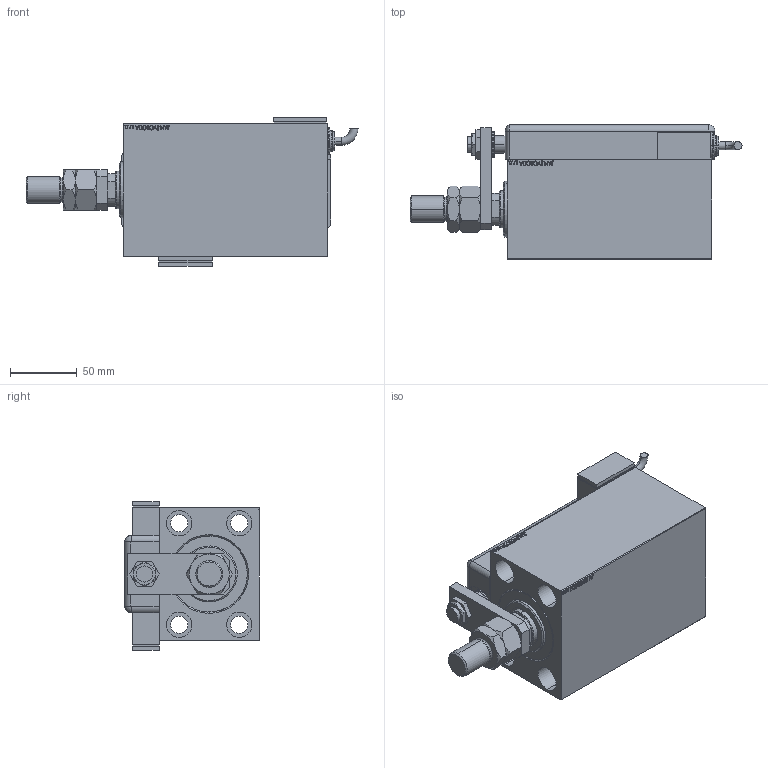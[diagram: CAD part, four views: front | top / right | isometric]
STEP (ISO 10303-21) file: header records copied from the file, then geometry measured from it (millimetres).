
FILE_DESCRIPTION (( 'STEP AP203' ), '1' );
FILE_NAME ('6fc7.STEP', '2025-02-25T12:16:05', ( '' ), ( '' ), 'SwSTEP 2.0', 'SolidWorks 2019', '' );
FILE_SCHEMA (( 'CONFIG_CONTROL_DESIGN' ));
Length unit declared in the file: millimetre
Products named in the file (14): 6fc7; V450CM_C_Body 25e6a9cfc761b611a84fc3e9cdc54d22; MAGNETIC SWITCH Q 25e6a9cfc761b611a84fc3e9cdc54d22; NUT_D19 25e6a9cfc761b611a84fc3e9cdc54d22; NUT_D13 25e6a9cfc761b611a84fc3e9cdc54d22; KRYT 25e6a9cfc761b611a84fc3e9cdc54d22; V450CM_VC_B 25e6a9cfc761b611a84fc3e9cdc54d22; SWITCH DIM A_G 25e6a9cfc761b611a84fc3e9cdc54d22; ZARAZKA_Q 25e6a9cfc761b611a84fc3e9cdc54d22; Q_T_W_MTA 25e6a9cfc761b611a84fc3e9cdc54d22; SWITCH_Q_FRONT_BACK 25e6a9cfc761b611a84fc3e9cdc54d22; V450CM_C_VCP 25e6a9cfc761b611a84fc3e9cdc54d22; TYC 25e6a9cfc761b611a84fc3e9cdc54d22; SWITCH Q 25e6a9cfc761b611a84fc3e9cdc54d22
Assembly tree (14 placements, depth 3):
  6fc7
    V450CM_C_Body 25e6a9cfc761b611a84fc3e9cdc54d22
    V450CM_C_VCP 25e6a9cfc761b611a84fc3e9cdc54d22
    V450CM_VC_B 25e6a9cfc761b611a84fc3e9cdc54d22
    MAGNETIC SWITCH Q 25e6a9cfc761b611a84fc3e9cdc54d22
      SWITCH_Q_FRONT_BACK 25e6a9cfc761b611a84fc3e9cdc54d22
      TYC 25e6a9cfc761b611a84fc3e9cdc54d22
      ZARAZKA_Q 25e6a9cfc761b611a84fc3e9cdc54d22
      SWITCH DIM A_G 25e6a9cfc761b611a84fc3e9cdc54d22
      NUT_D19 25e6a9cfc761b611a84fc3e9cdc54d22
      NUT_D13 25e6a9cfc761b611a84fc3e9cdc54d22
      KRYT 25e6a9cfc761b611a84fc3e9cdc54d22
      SWITCH Q 25e6a9cfc761b611a84fc3e9cdc54d22  x2
    Q_T_W_MTA 25e6a9cfc761b611a84fc3e9cdc54d22
Bounding box: 248.76 x 100.8 x 111 mm (x, y, z)
Volume: 1136539.1 mm3; surface area: 220348.5 mm2
Topology: 14 solids, 14 shells, 1288 faces, 3242 edges, 2129 vertices
Faces by surface type: plane 628, bspline 471, cylinder 113, cone 50, torus 24, sphere 2
Entity records: 61032 total; most frequent: CARTESIAN_POINT 32590, ORIENTED_EDGE 6288, DIRECTION 4016, EDGE_CURVE 3144, VERTEX_POINT 2069, LINE 1838, VECTOR 1838, EDGE_LOOP 1419
